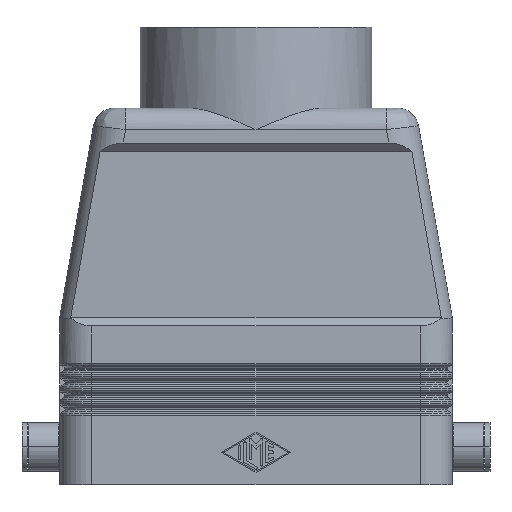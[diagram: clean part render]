
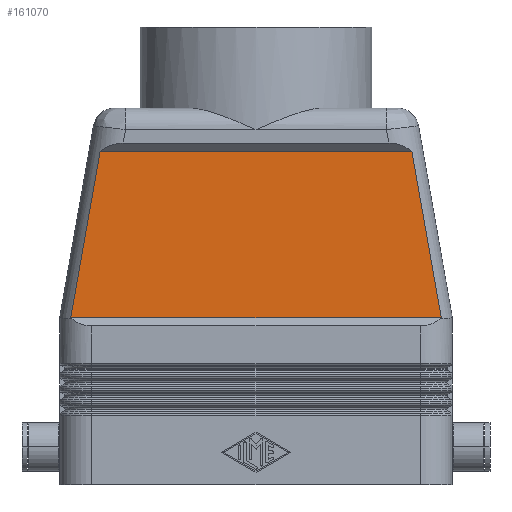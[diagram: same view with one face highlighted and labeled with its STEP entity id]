
A CAD part, front view. The second image highlights one B-rep face of the part: STEP entity #161070.
In plain terms, the highlighted planar face has unit normal (0, -1, 0).
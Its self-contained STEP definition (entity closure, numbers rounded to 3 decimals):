
#440=CARTESIAN_POINT('',(34.437,-20.,31.));
#450=VERTEX_POINT('',#440);
#480=CARTESIAN_POINT('',(28.144,-20.,66.689));
#490=DIRECTION('',(0.174,0.,-0.985));
#500=VECTOR('',#490,1.);
#510=LINE('',#480,#500);
#520=CARTESIAN_POINT('',(28.971,-20.,62.));
#530=VERTEX_POINT('',#520);
#540=EDGE_CURVE('',#530,#450,#510,.T.);
#6140=CARTESIAN_POINT('',(-28.971,-20.,62.));
#6150=VERTEX_POINT('',#6140);
#6180=CARTESIAN_POINT('',(-34.473,-20.,30.799));
#6190=DIRECTION('',(0.174,0.,0.985));
#6200=VECTOR('',#6190,1.);
#6210=LINE('',#6180,#6200);
#6220=CARTESIAN_POINT('',(-34.437,-20.,31.));
#6230=VERTEX_POINT('',#6220);
#6240=EDGE_CURVE('',#6230,#6150,#6210,.T.);
#121560=CARTESIAN_POINT('',(0.,-20.,62.));
#121570=DIRECTION('',(1.,0.,0.));
#121580=VECTOR('',#121570,1.);
#121590=LINE('',#121560,#121580);
#121600=EDGE_CURVE('',#6150,#530,#121590,.T.);
#127370=CARTESIAN_POINT('',(0.,-20.,31.));
#127380=DIRECTION('',(-1.,0.,0.));
#127390=VECTOR('',#127380,1.);
#127400=LINE('',#127370,#127390);
#127410=EDGE_CURVE('',#450,#6230,#127400,.T.);
#160960=CARTESIAN_POINT('',(-41.325,-20.,65.1));
#160970=DIRECTION('',(0.,-1.,0.));
#160980=DIRECTION('',(-1.,-0.,0.));
#160990=AXIS2_PLACEMENT_3D('',#160960,#160970,#160980);
#161000=PLANE('',#160990);
#161010=ORIENTED_EDGE('',*,*,#121600,.F.);
#161020=ORIENTED_EDGE('',*,*,#540,.F.);
#161030=ORIENTED_EDGE('',*,*,#127410,.F.);
#161040=ORIENTED_EDGE('',*,*,#6240,.F.);
#161050=EDGE_LOOP('',(#161040,#161030,#161020,#161010));
#161060=FACE_OUTER_BOUND('',#161050,.T.);
#161070=ADVANCED_FACE('',(#161060),#161000,.T.);
